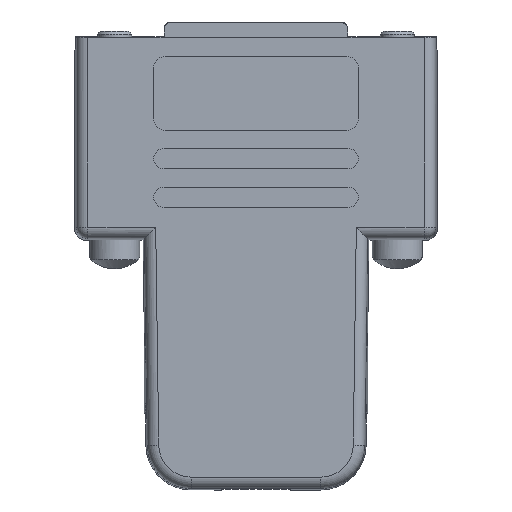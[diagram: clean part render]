
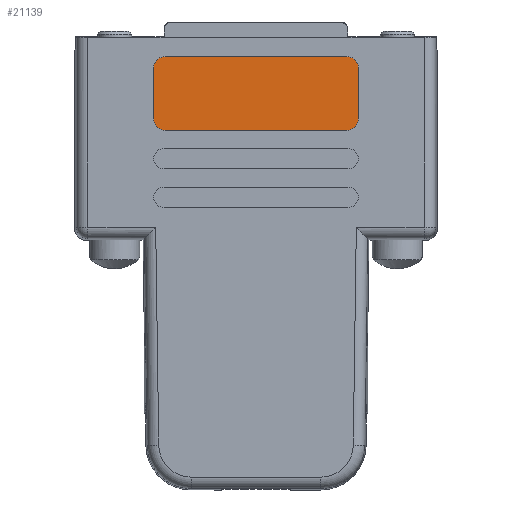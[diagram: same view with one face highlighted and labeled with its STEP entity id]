
A CAD part, front view. The second image highlights one B-rep face of the part: STEP entity #21139.
In plain terms, the highlighted planar face has unit normal (0, -1, 0).
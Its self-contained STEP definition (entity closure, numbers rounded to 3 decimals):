
#228 = DIRECTION ( 'NONE',  ( 0., 0., 1. ) ) ;
#676 = ORIENTED_EDGE ( 'NONE', *, *, #4427, .T. ) ;
#957 = CARTESIAN_POINT ( 'NONE',  ( 8., -8.35, -8.325 ) ) ;
#1360 = CARTESIAN_POINT ( 'NONE',  ( 9., -8.35, -7.325 ) ) ;
#1666 = DIRECTION ( 'NONE',  ( 0., 0., 1. ) ) ;
#2394 = ORIENTED_EDGE ( 'NONE', *, *, #18623, .T. ) ;
#2517 = LINE ( 'NONE', #13215, #17847 ) ;
#2585 = EDGE_CURVE ( 'NONE', #8011, #7612, #14035, .T. ) ;
#3121 = AXIS2_PLACEMENT_3D ( 'NONE', #10304, #6901, #1666 ) ;
#3382 = DIRECTION ( 'NONE',  ( 0., 0., 1. ) ) ;
#3836 = CARTESIAN_POINT ( 'NONE',  ( -8., -8.35, -2.825 ) ) ;
#3919 = CARTESIAN_POINT ( 'NONE',  ( 8., -8.35, -2.825 ) ) ;
#3931 = ORIENTED_EDGE ( 'NONE', *, *, #22325, .T. ) ;
#4427 = EDGE_CURVE ( 'NONE', #7612, #21607, #2517, .T. ) ;
#4549 = DIRECTION ( 'NONE',  ( 0., 0., -1. ) ) ;
#5189 = VERTEX_POINT ( 'NONE', #13168 ) ;
#5380 = AXIS2_PLACEMENT_3D ( 'NONE', #19672, #7497, #228 ) ;
#5742 = PLANE ( 'NONE',  #18362 ) ;
#6187 = VECTOR ( 'NONE', #22212, 1000. ) ;
#6646 = CARTESIAN_POINT ( 'NONE',  ( 9., -8.35, -2.825 ) ) ;
#6769 = DIRECTION ( 'NONE',  ( 0., 0., 1. ) ) ;
#6901 = DIRECTION ( 'NONE',  ( 0., -1., 0. ) ) ;
#6975 = LINE ( 'NONE', #6646, #6187 ) ;
#7137 = AXIS2_PLACEMENT_3D ( 'NONE', #3836, #16021, #3382 ) ;
#7497 = DIRECTION ( 'NONE',  ( 0., -1., 0. ) ) ;
#7568 = AXIS2_PLACEMENT_3D ( 'NONE', #15414, #22331, #6769 ) ;
#7612 = VERTEX_POINT ( 'NONE', #18891 ) ;
#7931 = CIRCLE ( 'NONE', #7568, 1. ) ;
#8011 = VERTEX_POINT ( 'NONE', #17487 ) ;
#8782 = EDGE_CURVE ( 'NONE', #19400, #5189, #6975, .T. ) ;
#9571 = CARTESIAN_POINT ( 'NONE',  ( 8., -8.35, -8.325 ) ) ;
#10304 = CARTESIAN_POINT ( 'NONE',  ( 8., -8.35, -7.325 ) ) ;
#10838 = LINE ( 'NONE', #19593, #12898 ) ;
#12594 = VERTEX_POINT ( 'NONE', #957 ) ;
#12898 = VECTOR ( 'NONE', #17763, 1000. ) ;
#13168 = CARTESIAN_POINT ( 'NONE',  ( 9., -8.35, -2.825 ) ) ;
#13215 = CARTESIAN_POINT ( 'NONE',  ( -9., -8.35, -2.825 ) ) ;
#14035 = CIRCLE ( 'NONE', #7137, 1. ) ;
#14209 = ORIENTED_EDGE ( 'NONE', *, *, #8782, .T. ) ;
#14344 = VERTEX_POINT ( 'NONE', #17371 ) ;
#14506 = CARTESIAN_POINT ( 'NONE',  ( 8., -8.35, -1.825 ) ) ;
#14508 = DIRECTION ( 'NONE',  ( 0., 0., 1. ) ) ;
#15414 = CARTESIAN_POINT ( 'NONE',  ( 8., -8.35, -2.825 ) ) ;
#15493 = ORIENTED_EDGE ( 'NONE', *, *, #20284, .T. ) ;
#15572 = CIRCLE ( 'NONE', #5380, 1. ) ;
#16021 = DIRECTION ( 'NONE',  ( 0., -1., 0. ) ) ;
#16094 = DIRECTION ( 'NONE',  ( 0., 1., 0. ) ) ;
#16710 = CARTESIAN_POINT ( 'NONE',  ( -9., -8.35, -7.325 ) ) ;
#16917 = EDGE_CURVE ( 'NONE', #12594, #19400, #16922, .T. ) ;
#16922 = CIRCLE ( 'NONE', #3121, 1. ) ;
#16938 = VECTOR ( 'NONE', #22072, 1000. ) ;
#17371 = CARTESIAN_POINT ( 'NONE',  ( -8., -8.35, -8.325 ) ) ;
#17487 = CARTESIAN_POINT ( 'NONE',  ( -8., -8.35, -1.825 ) ) ;
#17763 = DIRECTION ( 'NONE',  ( -1., 0., 0. ) ) ;
#17847 = VECTOR ( 'NONE', #4549, 1000. ) ;
#18362 = AXIS2_PLACEMENT_3D ( 'NONE', #3919, #16094, #14508 ) ;
#18623 = EDGE_CURVE ( 'NONE', #5189, #20019, #7931, .T. ) ;
#18891 = CARTESIAN_POINT ( 'NONE',  ( -9., -8.35, -2.825 ) ) ;
#18986 = EDGE_LOOP ( 'NONE', ( #2394, #15493, #19064, #676, #19384, #3931, #19558, #14209 ) ) ;
#19064 = ORIENTED_EDGE ( 'NONE', *, *, #2585, .T. ) ;
#19154 = EDGE_CURVE ( 'NONE', #21607, #14344, #15572, .T. ) ;
#19384 = ORIENTED_EDGE ( 'NONE', *, *, #19154, .T. ) ;
#19400 = VERTEX_POINT ( 'NONE', #1360 ) ;
#19507 = FACE_OUTER_BOUND ( 'NONE', #18986, .T. ) ;
#19558 = ORIENTED_EDGE ( 'NONE', *, *, #16917, .T. ) ;
#19593 = CARTESIAN_POINT ( 'NONE',  ( 8., -8.35, -1.825 ) ) ;
#19672 = CARTESIAN_POINT ( 'NONE',  ( -8., -8.35, -7.325 ) ) ;
#20019 = VERTEX_POINT ( 'NONE', #14506 ) ;
#20284 = EDGE_CURVE ( 'NONE', #20019, #8011, #10838, .T. ) ;
#21139 = ADVANCED_FACE ( 'NONE', ( #19507 ), #5742, .F. ) ;
#21607 = VERTEX_POINT ( 'NONE', #16710 ) ;
#21956 = LINE ( 'NONE', #9571, #16938 ) ;
#22072 = DIRECTION ( 'NONE',  ( 1., 0., 0. ) ) ;
#22212 = DIRECTION ( 'NONE',  ( 0., 0., 1. ) ) ;
#22325 = EDGE_CURVE ( 'NONE', #14344, #12594, #21956, .T. ) ;
#22331 = DIRECTION ( 'NONE',  ( 0., -1., 0. ) ) ;
